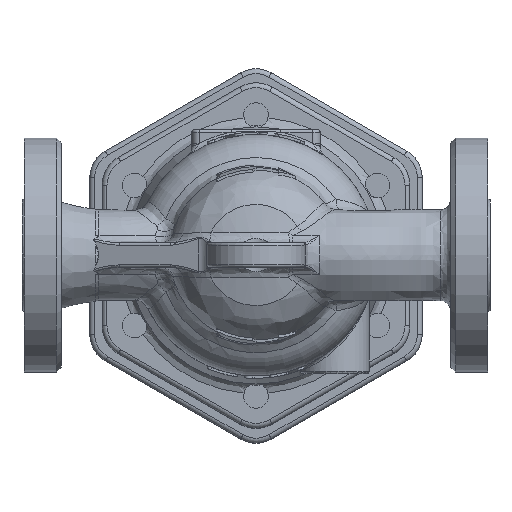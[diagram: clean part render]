
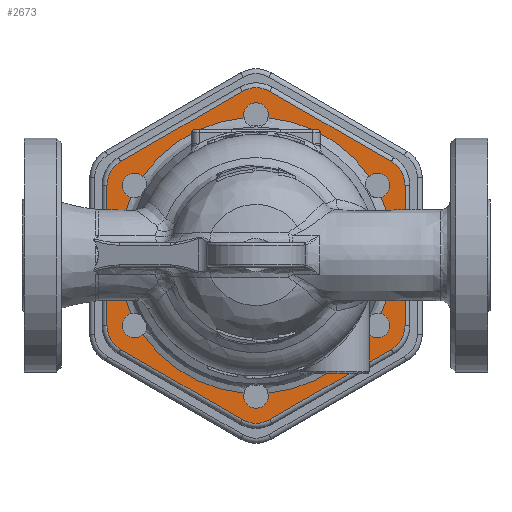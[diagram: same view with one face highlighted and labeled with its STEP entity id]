
A CAD part, top view. The second image highlights one B-rep face of the part: STEP entity #2673.
In plain terms, the highlighted planar face has unit normal (0, 0, 1).
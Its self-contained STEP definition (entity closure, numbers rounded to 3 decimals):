
#2071=CARTESIAN_POINT('',(-45.943,-32.147,16.5));
#2072=VERTEX_POINT('',#2071);
#2087=CARTESIAN_POINT('',(-50.812,-23.714,16.5));
#2088=VERTEX_POINT('',#2087);
#2100=CARTESIAN_POINT('',(-49.363,-28.5,16.5));
#2101=DIRECTION('',(0.0,0.0,-1.0));
#2102=DIRECTION('',(0.5,-0.866,0.0));
#2103=AXIS2_PLACEMENT_3D('',#2100,#2101,#2102);
#2104=CIRCLE('',#2103,5.0);
#2105=EDGE_CURVE('',#2072,#2088,#2104,.T.);
#2169=CARTESIAN_POINT('',(-50.812,23.714,16.5));
#2170=VERTEX_POINT('',#2169);
#2185=CARTESIAN_POINT('',(-45.943,32.147,16.5));
#2186=VERTEX_POINT('',#2185);
#2198=CARTESIAN_POINT('',(-49.363,28.5,16.5));
#2199=DIRECTION('',(0.0,0.0,-1.0));
#2200=DIRECTION('',(-0.5,-0.866,0.0));
#2201=AXIS2_PLACEMENT_3D('',#2198,#2199,#2200);
#2202=CIRCLE('',#2201,5.0);
#2203=EDGE_CURVE('',#2170,#2186,#2202,.T.);
#2267=CARTESIAN_POINT('',(-4.869,55.861,16.5));
#2268=VERTEX_POINT('',#2267);
#2283=CARTESIAN_POINT('',(4.869,55.861,16.5));
#2284=VERTEX_POINT('',#2283);
#2298=CARTESIAN_POINT('',(0.,57.,16.5));
#2299=DIRECTION('',(0.0,0.0,-1.0));
#2300=DIRECTION('',(-1.0,0.0,0.0));
#2301=AXIS2_PLACEMENT_3D('',#2298,#2299,#2300);
#2302=CIRCLE('',#2301,5.0);
#2303=EDGE_CURVE('',#2268,#2284,#2302,.T.);
#2367=CARTESIAN_POINT('',(45.943,32.147,16.5));
#2368=VERTEX_POINT('',#2367);
#2383=CARTESIAN_POINT('',(50.812,23.714,16.5));
#2384=VERTEX_POINT('',#2383);
#2396=CARTESIAN_POINT('',(49.363,28.5,16.5));
#2397=DIRECTION('',(0.0,0.0,-1.));
#2398=DIRECTION('',(-0.5,0.866,0.0));
#2399=AXIS2_PLACEMENT_3D('',#2396,#2397,#2398);
#2400=CIRCLE('',#2399,5.0);
#2401=EDGE_CURVE('',#2368,#2384,#2400,.T.);
#2465=CARTESIAN_POINT('',(50.812,-23.714,16.5));
#2466=VERTEX_POINT('',#2465);
#2481=CARTESIAN_POINT('',(45.943,-32.147,16.5));
#2482=VERTEX_POINT('',#2481);
#2494=CARTESIAN_POINT('',(49.363,-28.5,16.5));
#2495=DIRECTION('',(0.0,0.0,-1.0));
#2496=DIRECTION('',(0.5,0.866,0.0));
#2497=AXIS2_PLACEMENT_3D('',#2494,#2495,#2496);
#2498=CIRCLE('',#2497,5.0);
#2499=EDGE_CURVE('',#2466,#2482,#2498,.T.);
#2504=CARTESIAN_POINT('',(0.,0.,16.5));
#2505=DIRECTION('',(0.0,0.0,1.0));
#2506=DIRECTION('',(1.0,0.0,0.0));
#2507=AXIS2_PLACEMENT_3D('',#2504,#2505,#2506);
#2508=PLANE('',#2507);
#2509=CARTESIAN_POINT('',(-60.5,28.5,16.5));
#2510=VERTEX_POINT('',#2509);
#2511=CARTESIAN_POINT('',(-54.932,38.145,16.5));
#2512=VERTEX_POINT('',#2511);
#2513=CARTESIAN_POINT('',(-49.363,28.5,16.5));
#2514=DIRECTION('',(0.0,0.0,-1.0));
#2515=DIRECTION('',(-0.866,0.5,0.0));
#2516=AXIS2_PLACEMENT_3D('',#2513,#2514,#2515);
#2517=CIRCLE('',#2516,11.137);
#2518=EDGE_CURVE('',#2510,#2512,#2517,.T.);
#2519=ORIENTED_EDGE('',*,*,#2518,.F.);
#2520=CARTESIAN_POINT('',(-60.5,-28.5,16.5));
#2521=VERTEX_POINT('',#2520);
#2522=CARTESIAN_POINT('',(-60.5,-28.5,16.5));
#2523=DIRECTION('',(0.0,1.0,0.0));
#2524=VECTOR('',#2523,57.);
#2525=LINE('',#2522,#2524);
#2526=EDGE_CURVE('',#2521,#2510,#2525,.T.);
#2527=ORIENTED_EDGE('',*,*,#2526,.F.);
#2528=CARTESIAN_POINT('',(-54.932,-38.145,16.5));
#2529=VERTEX_POINT('',#2528);
#2530=CARTESIAN_POINT('',(-49.363,-28.5,16.5));
#2531=DIRECTION('',(0.0,0.0,-1.));
#2532=DIRECTION('',(-0.866,-0.5,0.0));
#2533=AXIS2_PLACEMENT_3D('',#2530,#2531,#2532);
#2534=CIRCLE('',#2533,11.137);
#2535=EDGE_CURVE('',#2529,#2521,#2534,.T.);
#2536=ORIENTED_EDGE('',*,*,#2535,.F.);
#2537=CARTESIAN_POINT('',(-5.568,-66.645,16.5));
#2538=VERTEX_POINT('',#2537);
#2539=CARTESIAN_POINT('',(-5.568,-66.645,16.5));
#2540=DIRECTION('',(-0.866,0.5,0.0));
#2541=VECTOR('',#2540,57.);
#2542=LINE('',#2539,#2541);
#2543=EDGE_CURVE('',#2538,#2529,#2542,.T.);
#2544=ORIENTED_EDGE('',*,*,#2543,.F.);
#2545=CARTESIAN_POINT('',(5.568,-66.645,16.5));
#2546=VERTEX_POINT('',#2545);
#2547=CARTESIAN_POINT('',(0.,-57.0,16.5));
#2548=DIRECTION('',(0.0,0.0,-1.0));
#2549=DIRECTION('',(0.0,-1.0,0.0));
#2550=AXIS2_PLACEMENT_3D('',#2547,#2548,#2549);
#2551=CIRCLE('',#2550,11.137);
#2552=EDGE_CURVE('',#2546,#2538,#2551,.T.);
#2553=ORIENTED_EDGE('',*,*,#2552,.F.);
#2554=CARTESIAN_POINT('',(54.932,-38.145,16.5));
#2555=VERTEX_POINT('',#2554);
#2556=CARTESIAN_POINT('',(54.932,-38.145,16.5));
#2557=DIRECTION('',(-0.866,-0.5,0.0));
#2558=VECTOR('',#2557,57.);
#2559=LINE('',#2556,#2558);
#2560=EDGE_CURVE('',#2555,#2546,#2559,.T.);
#2561=ORIENTED_EDGE('',*,*,#2560,.F.);
#2562=CARTESIAN_POINT('',(60.5,-28.5,16.5));
#2563=VERTEX_POINT('',#2562);
#2564=CARTESIAN_POINT('',(49.363,-28.5,16.5));
#2565=DIRECTION('',(0.0,0.0,-1.0));
#2566=DIRECTION('',(0.866,-0.5,0.0));
#2567=AXIS2_PLACEMENT_3D('',#2564,#2565,#2566);
#2568=CIRCLE('',#2567,11.137);
#2569=EDGE_CURVE('',#2563,#2555,#2568,.T.);
#2570=ORIENTED_EDGE('',*,*,#2569,.F.);
#2571=CARTESIAN_POINT('',(60.5,28.5,16.5));
#2572=VERTEX_POINT('',#2571);
#2573=CARTESIAN_POINT('',(60.5,28.5,16.5));
#2574=DIRECTION('',(0.0,-1.0,0.0));
#2575=VECTOR('',#2574,57.0);
#2576=LINE('',#2573,#2575);
#2577=EDGE_CURVE('',#2572,#2563,#2576,.T.);
#2578=ORIENTED_EDGE('',*,*,#2577,.F.);
#2579=CARTESIAN_POINT('',(54.932,38.145,16.5));
#2580=VERTEX_POINT('',#2579);
#2581=CARTESIAN_POINT('',(49.363,28.5,16.5));
#2582=DIRECTION('',(0.0,0.0,-1.0));
#2583=DIRECTION('',(0.866,0.5,0.0));
#2584=AXIS2_PLACEMENT_3D('',#2581,#2582,#2583);
#2585=CIRCLE('',#2584,11.137);
#2586=EDGE_CURVE('',#2580,#2572,#2585,.T.);
#2587=ORIENTED_EDGE('',*,*,#2586,.F.);
#2588=CARTESIAN_POINT('',(5.568,66.645,16.5));
#2589=VERTEX_POINT('',#2588);
#2590=CARTESIAN_POINT('',(5.568,66.645,16.5));
#2591=DIRECTION('',(0.866,-0.5,0.0));
#2592=VECTOR('',#2591,57.0);
#2593=LINE('',#2590,#2592);
#2594=EDGE_CURVE('',#2589,#2580,#2593,.T.);
#2595=ORIENTED_EDGE('',*,*,#2594,.F.);
#2596=CARTESIAN_POINT('',(-5.568,66.645,16.5));
#2597=VERTEX_POINT('',#2596);
#2598=CARTESIAN_POINT('',(0.,57.0,16.5));
#2599=DIRECTION('',(0.0,0.0,-1.0));
#2600=DIRECTION('',(0.0,1.0,0.0));
#2601=AXIS2_PLACEMENT_3D('',#2598,#2599,#2600);
#2602=CIRCLE('',#2601,11.137);
#2603=EDGE_CURVE('',#2597,#2589,#2602,.T.);
#2604=ORIENTED_EDGE('',*,*,#2603,.F.);
#2605=CARTESIAN_POINT('',(-54.932,38.145,16.5));
#2606=DIRECTION('',(0.866,0.5,0.0));
#2607=VECTOR('',#2606,57.);
#2608=LINE('',#2605,#2607);
#2609=EDGE_CURVE('',#2512,#2597,#2608,.T.);
#2610=ORIENTED_EDGE('',*,*,#2609,.F.);
#2611=EDGE_LOOP('',(#2519,#2527,#2536,#2544,#2553,#2561,#2570,#2578,#2587,#2595,#2604,#2610));
#2612=FACE_OUTER_BOUND('',#2611,.T.);
#2613=ORIENTED_EDGE('',*,*,#2105,.T.);
#2614=CARTESIAN_POINT('',(0.,0.0,16.5));
#2615=DIRECTION('',(0.0,0.0,1.0));
#2616=DIRECTION('',(-1.0,0.0,0.0));
#2617=AXIS2_PLACEMENT_3D('',#2614,#2615,#2616);
#2618=CIRCLE('',#2617,56.073);
#2619=EDGE_CURVE('',#2170,#2088,#2618,.T.);
#2620=ORIENTED_EDGE('',*,*,#2619,.F.);
#2621=ORIENTED_EDGE('',*,*,#2203,.T.);
#2622=CARTESIAN_POINT('',(0.,0.0,16.5));
#2623=DIRECTION('',(0.0,0.0,1.0));
#2624=DIRECTION('',(-1.0,0.0,0.0));
#2625=AXIS2_PLACEMENT_3D('',#2622,#2623,#2624);
#2626=CIRCLE('',#2625,56.073);
#2627=EDGE_CURVE('',#2268,#2186,#2626,.T.);
#2628=ORIENTED_EDGE('',*,*,#2627,.F.);
#2629=ORIENTED_EDGE('',*,*,#2303,.T.);
#2630=CARTESIAN_POINT('',(0.,0.0,16.5));
#2631=DIRECTION('',(0.0,0.0,1.0));
#2632=DIRECTION('',(-1.0,0.0,0.0));
#2633=AXIS2_PLACEMENT_3D('',#2630,#2631,#2632);
#2634=CIRCLE('',#2633,56.073);
#2635=EDGE_CURVE('',#2368,#2284,#2634,.T.);
#2636=ORIENTED_EDGE('',*,*,#2635,.F.);
#2637=ORIENTED_EDGE('',*,*,#2401,.T.);
#2638=CARTESIAN_POINT('',(0.,0.0,16.5));
#2639=DIRECTION('',(0.0,0.0,1.0));
#2640=DIRECTION('',(-1.0,0.0,0.0));
#2641=AXIS2_PLACEMENT_3D('',#2638,#2639,#2640);
#2642=CIRCLE('',#2641,56.073);
#2643=EDGE_CURVE('',#2466,#2384,#2642,.T.);
#2644=ORIENTED_EDGE('',*,*,#2643,.F.);
#2645=ORIENTED_EDGE('',*,*,#2499,.T.);
#2646=CARTESIAN_POINT('',(4.869,-55.861,16.5));
#2647=VERTEX_POINT('',#2646);
#2648=CARTESIAN_POINT('',(0.,0.0,16.5));
#2649=DIRECTION('',(0.0,0.0,1.0));
#2650=DIRECTION('',(-1.0,0.0,0.0));
#2651=AXIS2_PLACEMENT_3D('',#2648,#2649,#2650);
#2652=CIRCLE('',#2651,56.073);
#2653=EDGE_CURVE('',#2647,#2482,#2652,.T.);
#2654=ORIENTED_EDGE('',*,*,#2653,.F.);
#2655=CARTESIAN_POINT('',(-4.869,-55.861,16.5));
#2656=VERTEX_POINT('',#2655);
#2657=CARTESIAN_POINT('',(0.,-57.,16.5));
#2658=DIRECTION('',(0.0,0.0,-1.0));
#2659=DIRECTION('',(1.0,0.0,0.0));
#2660=AXIS2_PLACEMENT_3D('',#2657,#2658,#2659);
#2661=CIRCLE('',#2660,5.0);
#2662=EDGE_CURVE('',#2647,#2656,#2661,.T.);
#2663=ORIENTED_EDGE('',*,*,#2662,.T.);
#2664=CARTESIAN_POINT('',(0.,0.0,16.5));
#2665=DIRECTION('',(0.0,0.0,1.0));
#2666=DIRECTION('',(-1.0,0.0,0.0));
#2667=AXIS2_PLACEMENT_3D('',#2664,#2665,#2666);
#2668=CIRCLE('',#2667,56.073);
#2669=EDGE_CURVE('',#2072,#2656,#2668,.T.);
#2670=ORIENTED_EDGE('',*,*,#2669,.F.);
#2671=EDGE_LOOP('',(#2613,#2620,#2621,#2628,#2629,#2636,#2637,#2644,#2645,#2654,#2663,#2670));
#2672=FACE_BOUND('',#2671,.T.);
#2673=ADVANCED_FACE('',(#2612,#2672),#2508,.T.);
